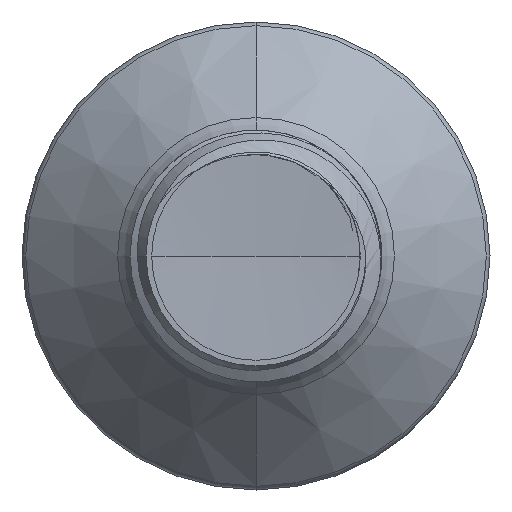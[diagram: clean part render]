
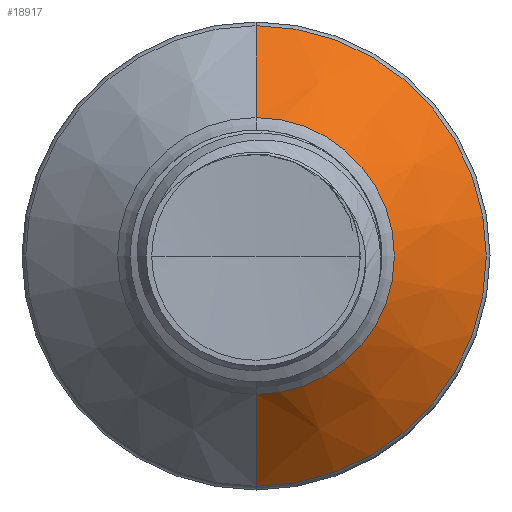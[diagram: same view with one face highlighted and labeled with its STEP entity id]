
A CAD part, front view. The second image highlights one B-rep face of the part: STEP entity #18917.
In plain terms, the highlighted conical face has half-angle 45 degrees and reference radius 2.75 mm.
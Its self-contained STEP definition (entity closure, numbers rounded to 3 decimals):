
#89 = ORIENTED_EDGE ( 'NONE', *, *, #20480, .F. ) ;
#492 = CARTESIAN_POINT ( 'NONE',  ( 0., 9.865, -2.75 ) ) ;
#646 = CARTESIAN_POINT ( 'NONE',  ( 0., 11.692, 4.577 ) ) ;
#679 = ORIENTED_EDGE ( 'NONE', *, *, #21560, .T. ) ;
#1451 = CARTESIAN_POINT ( 'NONE',  ( 0., 9.865, 0. ) ) ;
#2221 = VERTEX_POINT ( 'NONE', #8448 ) ;
#2260 = DIRECTION ( 'NONE',  ( 0., 0.707, 0.707 ) ) ;
#2929 = CARTESIAN_POINT ( 'NONE',  ( 0., 9.865, 2.75 ) ) ;
#3398 = AXIS2_PLACEMENT_3D ( 'NONE', #5635, #24243, #19475 ) ;
#3574 = DIRECTION ( 'NONE',  ( 0., 0., 1. ) ) ;
#3748 = AXIS2_PLACEMENT_3D ( 'NONE', #1451, #15915, #3574 ) ;
#3902 = VECTOR ( 'NONE', #2260, 1000. ) ;
#4605 = CARTESIAN_POINT ( 'NONE',  ( 0., 11.692, -4.577 ) ) ;
#5635 = CARTESIAN_POINT ( 'NONE',  ( 0., 9.865, 0. ) ) ;
#5801 = VECTOR ( 'NONE', #10894, 1000. ) ;
#5887 = CARTESIAN_POINT ( 'NONE',  ( 0., 11.692, 0. ) ) ;
#6449 = FACE_OUTER_BOUND ( 'NONE', #19897, .T. ) ;
#6934 = ORIENTED_EDGE ( 'NONE', *, *, #22175, .T. ) ;
#7291 = EDGE_CURVE ( 'NONE', #2221, #11709, #14868, .T. ) ;
#7989 = DIRECTION ( 'NONE',  ( 0., 0., 1. ) ) ;
#8448 = CARTESIAN_POINT ( 'NONE',  ( 0., 9.865, 2.75 ) ) ;
#10894 = DIRECTION ( 'NONE',  ( 0., 0.707, -0.707 ) ) ;
#11298 = CONICAL_SURFACE ( 'NONE', #3398, 2.75, 0.785 ) ;
#11709 = VERTEX_POINT ( 'NONE', #646 ) ;
#13103 = ORIENTED_EDGE ( 'NONE', *, *, #7291, .F. ) ;
#14868 = LINE ( 'NONE', #2929, #3902 ) ;
#15907 = VERTEX_POINT ( 'NONE', #4605 ) ;
#15915 = DIRECTION ( 'NONE',  ( 0., 1., 0. ) ) ;
#16520 = VERTEX_POINT ( 'NONE', #24326 ) ;
#17208 = LINE ( 'NONE', #492, #5801 ) ;
#18071 = CIRCLE ( 'NONE', #23735, 4.577 ) ;
#18917 = ADVANCED_FACE ( 'NONE', ( #6449 ), #11298, .T. ) ;
#19431 = CIRCLE ( 'NONE', #3748, 2.75 ) ;
#19475 = DIRECTION ( 'NONE',  ( 0., 0., 1. ) ) ;
#19696 = DIRECTION ( 'NONE',  ( 0., 1., 0. ) ) ;
#19897 = EDGE_LOOP ( 'NONE', ( #679, #6934, #89, #13103 ) ) ;
#20480 = EDGE_CURVE ( 'NONE', #11709, #15907, #18071, .T. ) ;
#21560 = EDGE_CURVE ( 'NONE', #2221, #16520, #19431, .T. ) ;
#22175 = EDGE_CURVE ( 'NONE', #16520, #15907, #17208, .T. ) ;
#23735 = AXIS2_PLACEMENT_3D ( 'NONE', #5887, #19696, #7989 ) ;
#24243 = DIRECTION ( 'NONE',  ( 0., 1., 0. ) ) ;
#24326 = CARTESIAN_POINT ( 'NONE',  ( 0., 9.865, -2.75 ) ) ;
